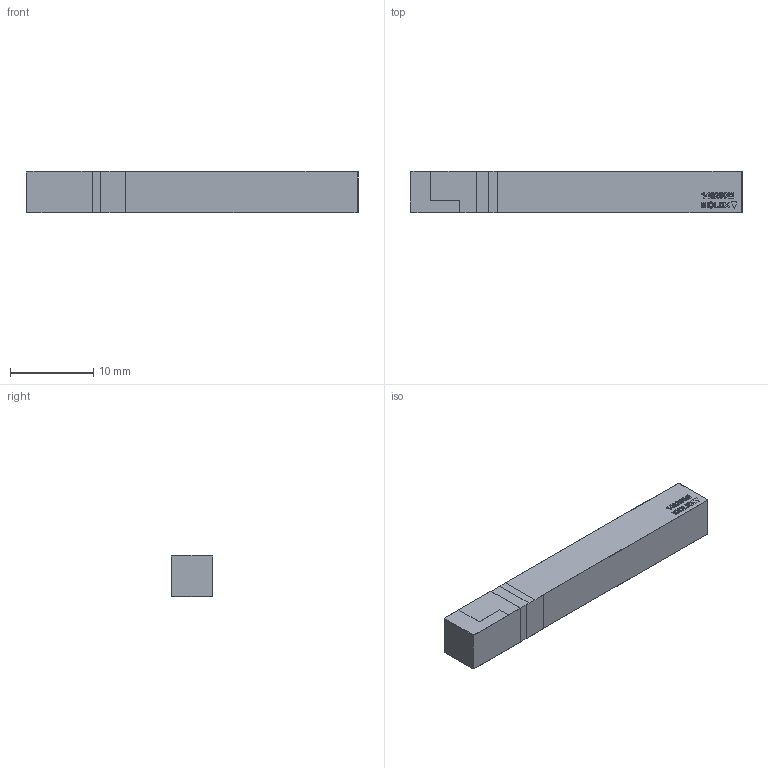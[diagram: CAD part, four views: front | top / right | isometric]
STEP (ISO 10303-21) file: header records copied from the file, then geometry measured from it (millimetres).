
FILE_DESCRIPTION(/* description */ (''),/* implementation_level */ '2;1');
FILE_NAME(/* name */ 'Molex - 1462000011.step',/* time_stamp */ '2019-12-15T01:14:04+00:00',/* author */ (''),/* organization */ (''),/* preprocessor_version */ 'ST-DEVELOPER v18',/* originating_system */ 'Autodesk Translation Framework v8.12.0.6',/* authorisation */ '');
FILE_SCHEMA (('AUTOMOTIVE_DESIGN { 1 0 10303 214 3 1 1 }'));
Length unit declared in the file: millimetre
Products named in the file (1): Molex - 1462000011
Bounding box: 40 x 5.01 x 5.02 mm (x, y, z)
Volume: 996.9 mm3; surface area: 849.5 mm2
Topology: 1 solids, 1 shells, 313 faces, 854 edges, 561 vertices
Faces by surface type: bspline 149, plane 133, cylinder 31
Entity records: 13056 total; most frequent: CARTESIAN_POINT 5990, ORIENTED_EDGE 1708, DIRECTION 1004, EDGE_CURVE 854, VERTEX_POINT 561, LINE 470, VECTOR 470, EDGE_LOOP 331
